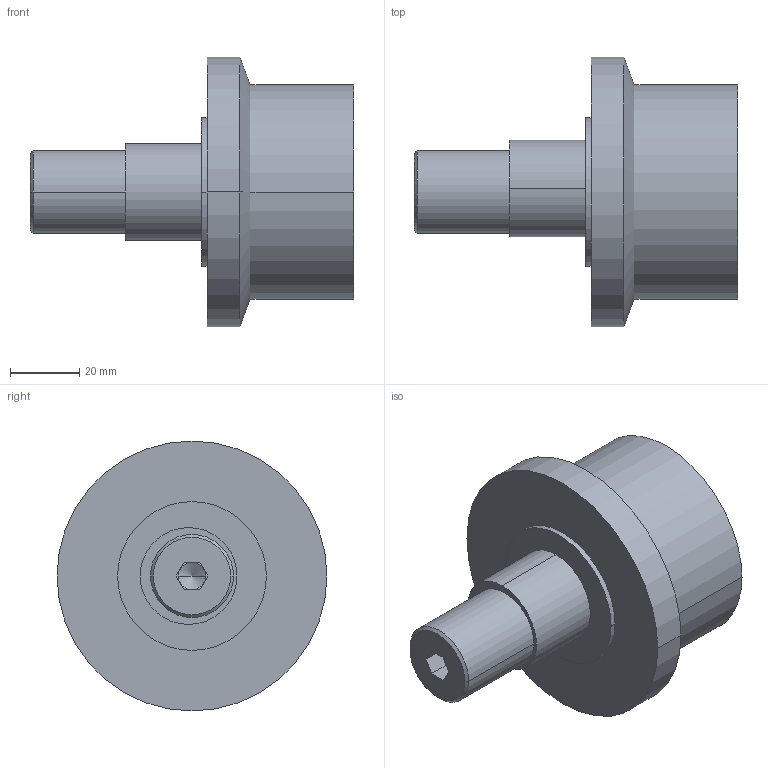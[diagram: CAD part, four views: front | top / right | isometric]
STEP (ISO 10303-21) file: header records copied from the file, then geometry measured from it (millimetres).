
FILE_DESCRIPTION(('STEP AP214'),'1');
FILE_NAME('hpje62-1.stp','2015-08-13T11:41:57',('TraceParts'),('TraceParts S.A.'),'Spatial InterOp 3D',' ',' ');
FILE_SCHEMA(('automotive_design'));
Length unit declared in the file: millimetre
Products named in the file (1): 1
Bounding box: 93.5 x 78 x 78 mm (x, y, z)
Volume: 174807.4 mm3; surface area: 22336.6 mm2
Topology: 1 solids, 1 shells, 30 faces, 64 edges, 39 vertices
Faces by surface type: cylinder 12, plane 12, cone 6
Entity records: 811 total; most frequent: DIRECTION 150, CARTESIAN_POINT 132, ORIENTED_EDGE 124, EDGE_CURVE 62, AXIS2_PLACEMENT_3D 57, VERTEX_POINT 39, LINE 36, VECTOR 36
